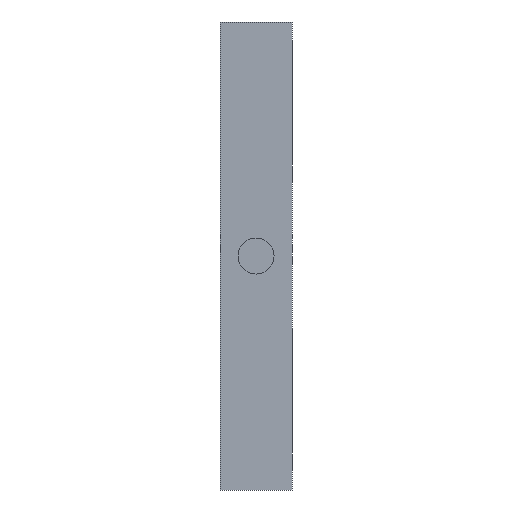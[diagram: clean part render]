
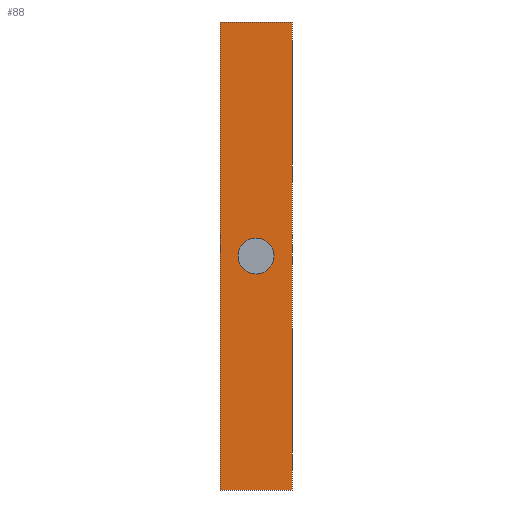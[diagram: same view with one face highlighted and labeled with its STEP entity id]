
A CAD part, front view. The second image highlights one B-rep face of the part: STEP entity #88.
In plain terms, the highlighted planar face has unit normal (0, -1, 0).
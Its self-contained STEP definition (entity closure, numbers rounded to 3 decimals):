
#44=PLANE('',#273);
#55=FACE_OUTER_BOUND('',#136,.T.);
#62=LINE('',#381,#74);
#65=LINE('',#387,#77);
#66=LINE('',#389,#78);
#67=LINE('',#391,#79);
#74=VECTOR('',#310,1.);
#77=VECTOR('',#315,1.);
#78=VECTOR('',#316,1.);
#79=VECTOR('',#317,1.);
#88=ADVANCED_FACE('',(#55),#44,.F.);
#136=EDGE_LOOP('',(#169,#170,#171,#172));
#169=ORIENTED_EDGE('',*,*,#237,.T.);
#170=ORIENTED_EDGE('',*,*,#238,.F.);
#171=ORIENTED_EDGE('',*,*,#239,.F.);
#172=ORIENTED_EDGE('',*,*,#234,.T.);
#214=VERTEX_POINT('',#380);
#215=VERTEX_POINT('',#382);
#217=VERTEX_POINT('',#388);
#218=VERTEX_POINT('',#390);
#234=EDGE_CURVE('',#215,#214,#62,.T.);
#237=EDGE_CURVE('',#214,#217,#65,.T.);
#238=EDGE_CURVE('',#218,#217,#66,.T.);
#239=EDGE_CURVE('',#215,#218,#67,.T.);
#273=AXIS2_PLACEMENT_3D('',#392,#318,#319);
#310=DIRECTION('',(-1.,0.,0.));
#315=DIRECTION('',(0.,0.,-1.));
#316=DIRECTION('',(-1.,0.,0.));
#317=DIRECTION('',(0.,0.,-1.));
#318=DIRECTION('',(0.,1.,0.));
#319=DIRECTION('',(0.,0.,1.));
#380=CARTESIAN_POINT('',(0.,0.,13.));
#381=CARTESIAN_POINT('',(2.,0.,13.));
#382=CARTESIAN_POINT('',(2.,0.,13.));
#387=CARTESIAN_POINT('',(0.,0.,13.));
#388=CARTESIAN_POINT('',(0.,0.,0.));
#389=CARTESIAN_POINT('',(2.,0.,0.));
#390=CARTESIAN_POINT('',(2.,0.,0.));
#391=CARTESIAN_POINT('',(2.,0.,13.));
#392=CARTESIAN_POINT('',(2.,0.,13.));
